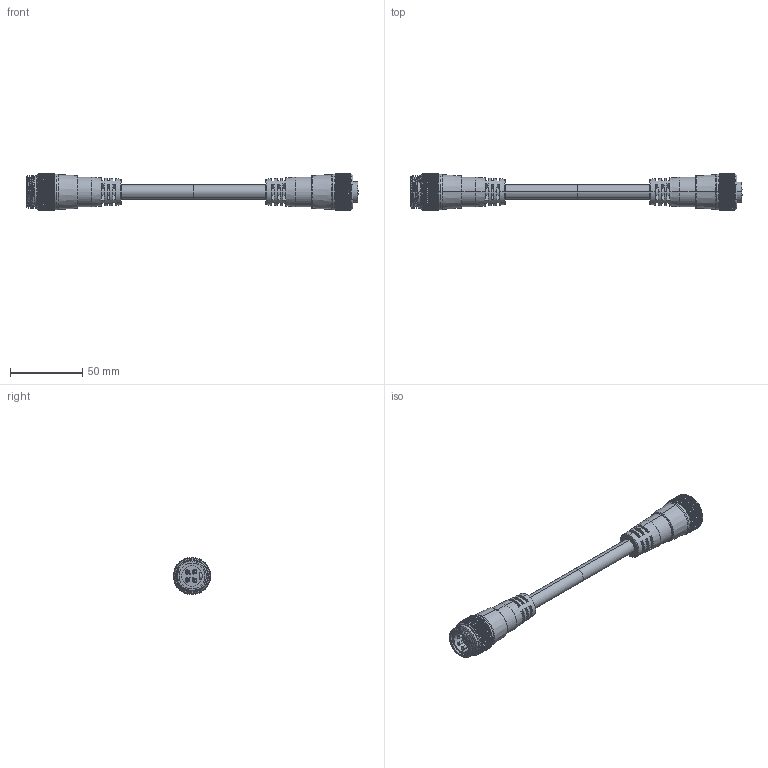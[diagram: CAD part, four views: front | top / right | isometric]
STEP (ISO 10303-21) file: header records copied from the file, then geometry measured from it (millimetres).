
FILE_DESCRIPTION (( 'STEP AP214' ), '1' );
FILE_NAME ('ZP-S1C-4MFPX-4M.step', '2016-03-08T22:16:59', ( '' ), ( '' ), 'SwSTEP 2.0', 'SolidWorks 2015', '' );
FILE_SCHEMA (( 'AUTOMOTIVE_DESIGN' ));
Length unit declared in the file: millimetre
Products named in the file (1): ZP-S1C-4MFPX-4M
Bounding box: 229.66 x 25.83 x 25.84 mm (x, y, z)
Volume: 51473.7 mm3; surface area: 24731.5 mm2
Topology: 8 solids, 8 shells, 1161 faces, 3261 edges, 2154 vertices
Faces by surface type: cylinder 634, plane 427, bspline 43, cone 37, torus 12, sphere 8
Entity records: 44836 total; most frequent: CARTESIAN_POINT 16414, ORIENTED_EDGE 6490, DIRECTION 4607, EDGE_CURVE 3245, VERTEX_POINT 2146, AXIS2_PLACEMENT_3D 1679, B_SPLINE_CURVE_WITH_KNOTS 1425, VECTOR 1249
